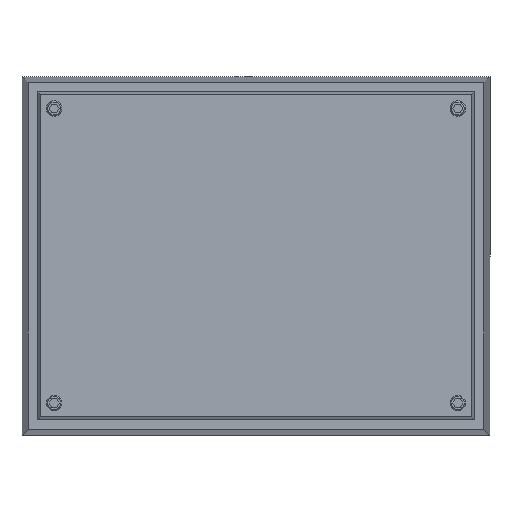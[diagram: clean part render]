
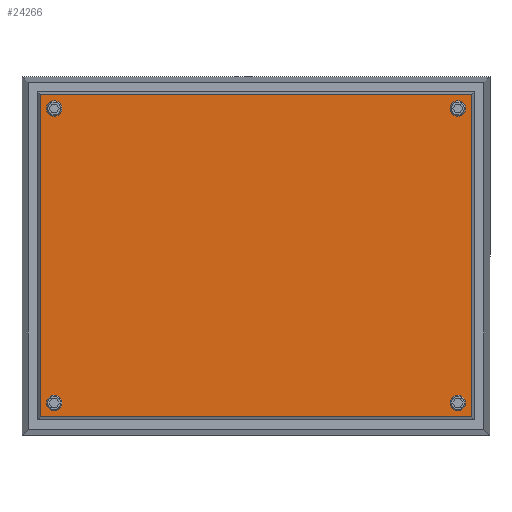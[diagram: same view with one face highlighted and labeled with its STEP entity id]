
A CAD part, top view. The second image highlights one B-rep face of the part: STEP entity #24266.
In plain terms, the highlighted planar face has unit normal (0, 0, 1).
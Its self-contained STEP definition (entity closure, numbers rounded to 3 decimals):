
#69 = DIRECTION ( 'NONE',  ( 1., 0., 0. ) ) ;
#705 = CARTESIAN_POINT ( 'NONE',  ( 397.708, 297.708, 0. ) ) ;
#1253 = CARTESIAN_POINT ( 'NONE',  ( 387.753, 284.997, 0. ) ) ;
#1397 = ORIENTED_EDGE ( 'NONE', *, *, #22397, .T. ) ;
#1574 = DIRECTION ( 'NONE',  ( 0., 0., 1. ) ) ;
#1836 = DIRECTION ( 'NONE',  ( 0., 0., 1. ) ) ;
#1871 = DIRECTION ( 'NONE',  ( 1., 0., 0. ) ) ;
#2048 = CIRCLE ( 'NONE', #19077, 2.75 ) ;
#2515 = VERTEX_POINT ( 'NONE', #9832 ) ;
#2723 = VERTEX_POINT ( 'NONE', #7102 ) ;
#2775 = AXIS2_PLACEMENT_3D ( 'NONE', #2878, #13780, #21902 ) ;
#2878 = CARTESIAN_POINT ( 'NONE',  ( 385.003, 284.997, 0. ) ) ;
#3041 = EDGE_CURVE ( 'NONE', #20760, #26934, #10346, .T. ) ;
#3169 = VERTEX_POINT ( 'NONE', #5300 ) ;
#3338 = DIRECTION ( 'NONE',  ( 1., 0., 0. ) ) ;
#3478 = CARTESIAN_POINT ( 'NONE',  ( 387.753, 15.003, 0. ) ) ;
#3617 = CARTESIAN_POINT ( 'NONE',  ( 14.997, 284.997, 0. ) ) ;
#4072 = AXIS2_PLACEMENT_3D ( 'NONE', #4186, #16749, #20725 ) ;
#4186 = CARTESIAN_POINT ( 'NONE',  ( 14.997, 15.003, 0. ) ) ;
#4286 = EDGE_LOOP ( 'NONE', ( #14699, #6835 ) ) ;
#4434 = AXIS2_PLACEMENT_3D ( 'NONE', #25960, #11665, #3338 ) ;
#4446 = FACE_BOUND ( 'NONE', #18857, .T. ) ;
#4960 = DIRECTION ( 'NONE',  ( -1., 0., 0. ) ) ;
#5300 = CARTESIAN_POINT ( 'NONE',  ( 12.247, 284.997, 0. ) ) ;
#5568 = LINE ( 'NONE', #22129, #23508 ) ;
#5953 = CARTESIAN_POINT ( 'NONE',  ( 14.997, 15.003, 0. ) ) ;
#6024 = AXIS2_PLACEMENT_3D ( 'NONE', #19211, #12740, #21124 ) ;
#6835 = ORIENTED_EDGE ( 'NONE', *, *, #25373, .F. ) ;
#7076 = EDGE_LOOP ( 'NONE', ( #13504, #17668 ) ) ;
#7102 = CARTESIAN_POINT ( 'NONE',  ( 17.747, 15.003, 0. ) ) ;
#7884 = VECTOR ( 'NONE', #15142, 1000. ) ;
#8478 = VERTEX_POINT ( 'NONE', #26774 ) ;
#8658 = EDGE_CURVE ( 'NONE', #12937, #20760, #25923, .T. ) ;
#8661 = CARTESIAN_POINT ( 'NONE',  ( 14.997, 284.997, 0. ) ) ;
#8802 = FACE_OUTER_BOUND ( 'NONE', #9901, .T. ) ;
#9376 = CIRCLE ( 'NONE', #13282, 2.75 ) ;
#9525 = ORIENTED_EDGE ( 'NONE', *, *, #26588, .F. ) ;
#9650 = EDGE_CURVE ( 'NONE', #3169, #10579, #17455, .T. ) ;
#9832 = CARTESIAN_POINT ( 'NONE',  ( 397.708, 2.292, 0. ) ) ;
#9901 = EDGE_LOOP ( 'NONE', ( #10075, #12396, #10208, #1397 ) ) ;
#10075 = ORIENTED_EDGE ( 'NONE', *, *, #16152, .T. ) ;
#10208 = ORIENTED_EDGE ( 'NONE', *, *, #3041, .T. ) ;
#10346 = LINE ( 'NONE', #21042, #10472 ) ;
#10472 = VECTOR ( 'NONE', #20766, 1000. ) ;
#10579 = VERTEX_POINT ( 'NONE', #14113 ) ;
#10746 = VERTEX_POINT ( 'NONE', #17141 ) ;
#11374 = CARTESIAN_POINT ( 'NONE',  ( 385.003, 15.003, 0. ) ) ;
#11665 = DIRECTION ( 'NONE',  ( 0., 0., 1. ) ) ;
#12052 = CARTESIAN_POINT ( 'NONE',  ( 2.292, 297.708, 0. ) ) ;
#12254 = CIRCLE ( 'NONE', #4434, 2.75 ) ;
#12396 = ORIENTED_EDGE ( 'NONE', *, *, #8658, .T. ) ;
#12740 = DIRECTION ( 'NONE',  ( 0., 0., -1. ) ) ;
#12881 = FACE_BOUND ( 'NONE', #7076, .T. ) ;
#12937 = VERTEX_POINT ( 'NONE', #705 ) ;
#13216 = CIRCLE ( 'NONE', #26425, 2.75 ) ;
#13274 = DIRECTION ( 'NONE',  ( 0., 0., 1. ) ) ;
#13282 = AXIS2_PLACEMENT_3D ( 'NONE', #5953, #16051, #22383 ) ;
#13504 = ORIENTED_EDGE ( 'NONE', *, *, #19703, .F. ) ;
#13780 = DIRECTION ( 'NONE',  ( 0., 0., 1. ) ) ;
#14113 = CARTESIAN_POINT ( 'NONE',  ( 17.747, 284.997, 0. ) ) ;
#14321 = VERTEX_POINT ( 'NONE', #17610 ) ;
#14699 = ORIENTED_EDGE ( 'NONE', *, *, #19414, .F. ) ;
#14817 = DIRECTION ( 'NONE',  ( 1., 0., 0. ) ) ;
#14844 = AXIS2_PLACEMENT_3D ( 'NONE', #8661, #1836, #14817 ) ;
#14887 = CARTESIAN_POINT ( 'NONE',  ( 397.708, 2.292, 0. ) ) ;
#14955 = PLANE ( 'NONE',  #6024 ) ;
#15142 = DIRECTION ( 'NONE',  ( 0., 1., 0. ) ) ;
#15223 = ORIENTED_EDGE ( 'NONE', *, *, #16668, .F. ) ;
#16018 = CARTESIAN_POINT ( 'NONE',  ( 2.292, 2.292, 0. ) ) ;
#16051 = DIRECTION ( 'NONE',  ( 0., 0., 1. ) ) ;
#16152 = EDGE_CURVE ( 'NONE', #2515, #12937, #25995, .T. ) ;
#16668 = EDGE_CURVE ( 'NONE', #20051, #10746, #12254, .T. ) ;
#16739 = VERTEX_POINT ( 'NONE', #3478 ) ;
#16749 = DIRECTION ( 'NONE',  ( 0., 0., 1. ) ) ;
#16875 = FACE_BOUND ( 'NONE', #18854, .T. ) ;
#17141 = CARTESIAN_POINT ( 'NONE',  ( 382.253, 284.997, 0. ) ) ;
#17455 = CIRCLE ( 'NONE', #14844, 2.75 ) ;
#17610 = CARTESIAN_POINT ( 'NONE',  ( 382.253, 15.003, 0. ) ) ;
#17668 = ORIENTED_EDGE ( 'NONE', *, *, #24328, .F. ) ;
#18258 = DIRECTION ( 'NONE',  ( 1., 0., 0. ) ) ;
#18652 = EDGE_CURVE ( 'NONE', #10746, #20051, #26413, .T. ) ;
#18854 = EDGE_LOOP ( 'NONE', ( #15223, #24327 ) ) ;
#18857 = EDGE_LOOP ( 'NONE', ( #9525, #20973 ) ) ;
#19077 = AXIS2_PLACEMENT_3D ( 'NONE', #3617, #1574, #18258 ) ;
#19200 = CARTESIAN_POINT ( 'NONE',  ( 2.292, 297.708, 0. ) ) ;
#19211 = CARTESIAN_POINT ( 'NONE',  ( 0., 0., 0. ) ) ;
#19414 = EDGE_CURVE ( 'NONE', #2723, #8478, #24253, .T. ) ;
#19703 = EDGE_CURVE ( 'NONE', #16739, #14321, #13216, .T. ) ;
#19998 = CIRCLE ( 'NONE', #26624, 2.75 ) ;
#20051 = VERTEX_POINT ( 'NONE', #1253 ) ;
#20725 = DIRECTION ( 'NONE',  ( 1., 0., 0. ) ) ;
#20760 = VERTEX_POINT ( 'NONE', #12052 ) ;
#20766 = DIRECTION ( 'NONE',  ( 0., -1., 0. ) ) ;
#20973 = ORIENTED_EDGE ( 'NONE', *, *, #9650, .F. ) ;
#21042 = CARTESIAN_POINT ( 'NONE',  ( 2.292, 2.292, 0. ) ) ;
#21124 = DIRECTION ( 'NONE',  ( -1., 0., 0. ) ) ;
#21902 = DIRECTION ( 'NONE',  ( 1., 0., 0. ) ) ;
#22129 = CARTESIAN_POINT ( 'NONE',  ( 2.292, 2.292, 0. ) ) ;
#22383 = DIRECTION ( 'NONE',  ( 1., 0., 0. ) ) ;
#22397 = EDGE_CURVE ( 'NONE', #26934, #2515, #5568, .T. ) ;
#22784 = CARTESIAN_POINT ( 'NONE',  ( 385.003, 15.003, 0. ) ) ;
#22917 = DIRECTION ( 'NONE',  ( 0., 0., 1. ) ) ;
#23220 = FACE_BOUND ( 'NONE', #4286, .T. ) ;
#23508 = VECTOR ( 'NONE', #1871, 1000. ) ;
#24020 = DIRECTION ( 'NONE',  ( 1., 0., 0. ) ) ;
#24253 = CIRCLE ( 'NONE', #4072, 2.75 ) ;
#24266 = ADVANCED_FACE ( 'NONE', ( #23220, #12881, #16875, #4446, #8802 ), #14955, .F. ) ;
#24327 = ORIENTED_EDGE ( 'NONE', *, *, #18652, .F. ) ;
#24328 = EDGE_CURVE ( 'NONE', #14321, #16739, #19998, .T. ) ;
#25320 = VECTOR ( 'NONE', #4960, 1000. ) ;
#25373 = EDGE_CURVE ( 'NONE', #8478, #2723, #9376, .T. ) ;
#25923 = LINE ( 'NONE', #19200, #25320 ) ;
#25960 = CARTESIAN_POINT ( 'NONE',  ( 385.003, 284.997, 0. ) ) ;
#25995 = LINE ( 'NONE', #14887, #7884 ) ;
#26413 = CIRCLE ( 'NONE', #2775, 2.75 ) ;
#26425 = AXIS2_PLACEMENT_3D ( 'NONE', #22784, #22917, #69 ) ;
#26588 = EDGE_CURVE ( 'NONE', #10579, #3169, #2048, .T. ) ;
#26624 = AXIS2_PLACEMENT_3D ( 'NONE', #11374, #13274, #24020 ) ;
#26774 = CARTESIAN_POINT ( 'NONE',  ( 12.247, 15.003, 0. ) ) ;
#26934 = VERTEX_POINT ( 'NONE', #16018 ) ;
